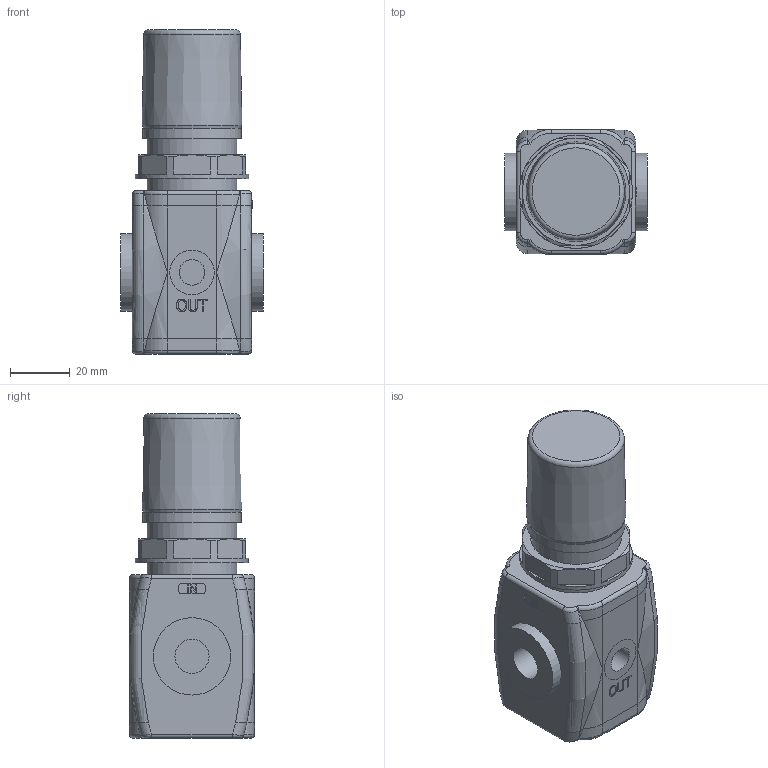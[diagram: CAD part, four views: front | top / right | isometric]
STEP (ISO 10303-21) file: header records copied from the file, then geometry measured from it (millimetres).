
FILE_DESCRIPTION((''),'2;1');
FILE_NAME('#171BB##.stp','2010-09-11T09:41:43',('valotma1'),(''),'Autodesk Inventor 2010','Autodesk Inventor 2010','');
FILE_SCHEMA(('AUTOMOTIVE_DESIGN { 1 0 10303 214 1 1 1 1 }'));
Length unit declared in the file: millimetre
Products named in the file (3): #171BB##; 1701-012G
Assembly tree (2 placements, depth 2):
  #171BB##
    #171BB##
    1701-012G
Bounding box: 48 x 42 x 109 mm (x, y, z)
Volume: 136811.9 mm3; surface area: 23367 mm2
Topology: 4 solids, 4 shells, 347 faces, 837 edges, 537 vertices
Faces by surface type: plane 159, bspline 82, cylinder 74, torus 21, cone 11
Full cylindrical faces by diameter (mm): 8.566 x1, 11.445 x1, 26 x1, 28.5 x1, 30 x1, 31 x1, 33 x1, 38 x1
Entity records: 11139 total; most frequent: CARTESIAN_POINT 3325, ORIENTED_EDGE 1640, DIRECTION 1404, EDGE_CURVE 820, VERTEX_POINT 536, AXIS2_PLACEMENT_3D 474, VECTOR 456, LINE 456
